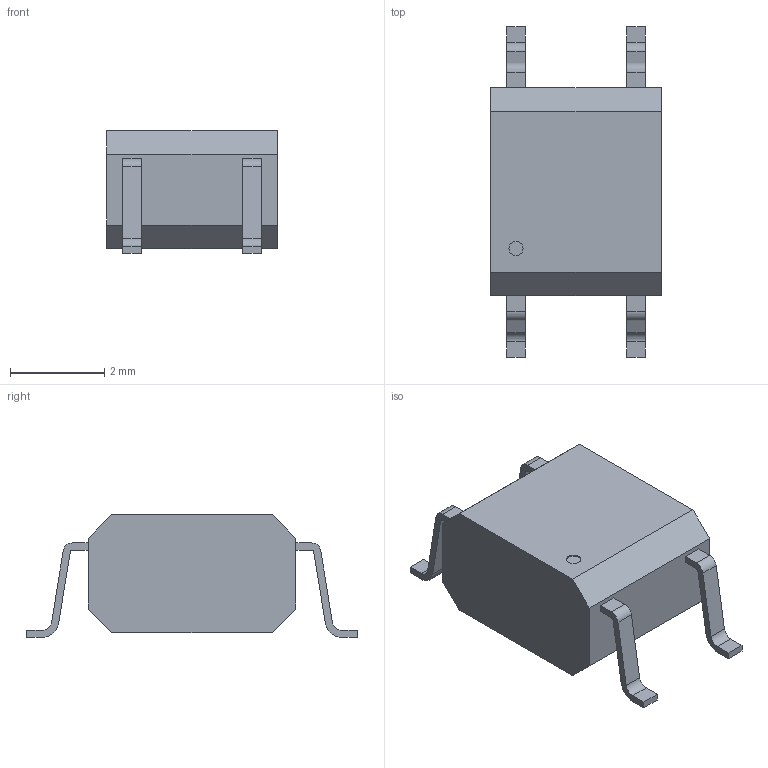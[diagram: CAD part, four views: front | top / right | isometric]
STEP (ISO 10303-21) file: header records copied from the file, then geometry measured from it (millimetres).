
FILE_DESCRIPTION (( 'STEP AP214' ), '1' );
FILE_NAME ('TOSHIBA_11-4C1.STEP', '2008-07-11T09:15:16', ( 'Chinese User' ), ( 'Chinese ORG' ), 'SwSTEP 2.0', 'SolidWorks 2005204', '' );
FILE_SCHEMA (( 'AUTOMOTIVE_DESIGN' ));
Length unit declared in the file: millimetre
Products named in the file (1): TOSHIBA_11-4C1
Bounding box: 3.6 x 7 x 2.6 mm (x, y, z)
Volume: 38.5 mm3; surface area: 79.1 mm2
Topology: 5 solids, 5 shells, 69 faces, 174 edges, 116 vertices
Faces by surface type: plane 51, cylinder 18
Entity records: 2233 total; most frequent: CARTESIAN_POINT 360, DIRECTION 350, ORIENTED_EDGE 348, EDGE_CURVE 174, VECTOR 138, LINE 138, VERTEX_POINT 116, AXIS2_PLACEMENT_3D 106
